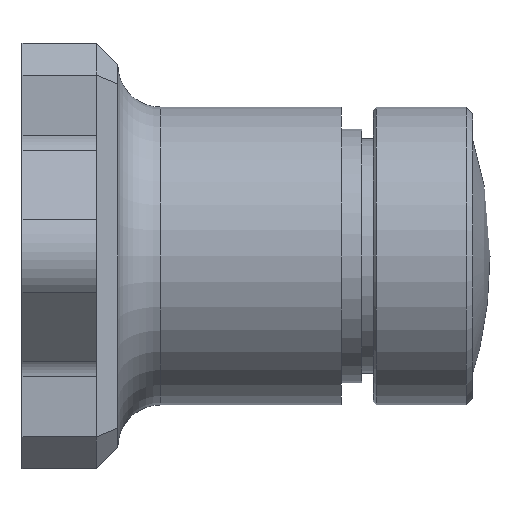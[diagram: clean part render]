
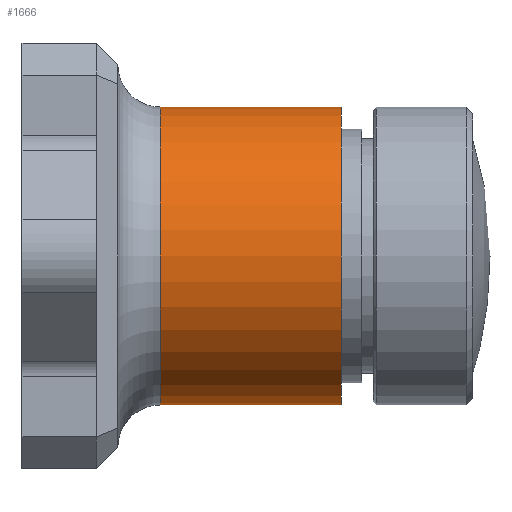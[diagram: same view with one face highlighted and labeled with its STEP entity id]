
A CAD part, front view. The second image highlights one B-rep face of the part: STEP entity #1666.
In plain terms, the highlighted cylindrical face has radius 7 mm (diameter 14 mm), a full revolution.
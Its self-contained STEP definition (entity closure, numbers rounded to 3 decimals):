
#81=CYLINDRICAL_SURFACE('',#1903,7.);
#228=FACE_OUTER_BOUND('',#343,.T.);
#343=EDGE_LOOP('',(#1445,#1446,#1447,#1448));
#484=LINE('',#2902,#621);
#621=VECTOR('',#2375,7.);
#726=CIRCLE('',#1897,7.);
#730=CIRCLE('',#1904,7.);
#865=VERTEX_POINT('',#2872);
#876=VERTEX_POINT('',#2900);
#1063=EDGE_CURVE('',#865,#865,#726,.T.);
#1077=EDGE_CURVE('',#876,#876,#730,.T.);
#1078=EDGE_CURVE('',#876,#865,#484,.T.);
#1445=ORIENTED_EDGE('',*,*,#1077,.F.);
#1446=ORIENTED_EDGE('',*,*,#1078,.T.);
#1447=ORIENTED_EDGE('',*,*,#1063,.F.);
#1448=ORIENTED_EDGE('',*,*,#1078,.F.);
#1666=ADVANCED_FACE('',(#228),#81,.T.);
#1897=AXIS2_PLACEMENT_3D('',#2873,#2349,#2350);
#1903=AXIS2_PLACEMENT_3D('',#2899,#2371,#2372);
#1904=AXIS2_PLACEMENT_3D('',#2901,#2373,#2374);
#2349=DIRECTION('center_axis',(-1.,0.,0.));
#2350=DIRECTION('ref_axis',(0.,0.,
1.));
#2371=DIRECTION('center_axis',(1.,0.,0.));
#2372=DIRECTION('ref_axis',(0.,0.,-1.));
#2373=DIRECTION('center_axis',(1.,0.,0.));
#2374=DIRECTION('ref_axis',(0.,0.,-1.));
#2375=DIRECTION('',(-1.,0.,0.));
#2872=CARTESIAN_POINT('',(33.248,0.,7.));
#2873=CARTESIAN_POINT('Origin',(33.248,0.,0.));
#2899=CARTESIAN_POINT('Origin',(30.748,0.,0.));
#2900=CARTESIAN_POINT('',(41.748,0.,7.));
#2901=CARTESIAN_POINT('Origin',(41.748,0.,0.));
#2902=CARTESIAN_POINT('',(30.748,0.,7.));
